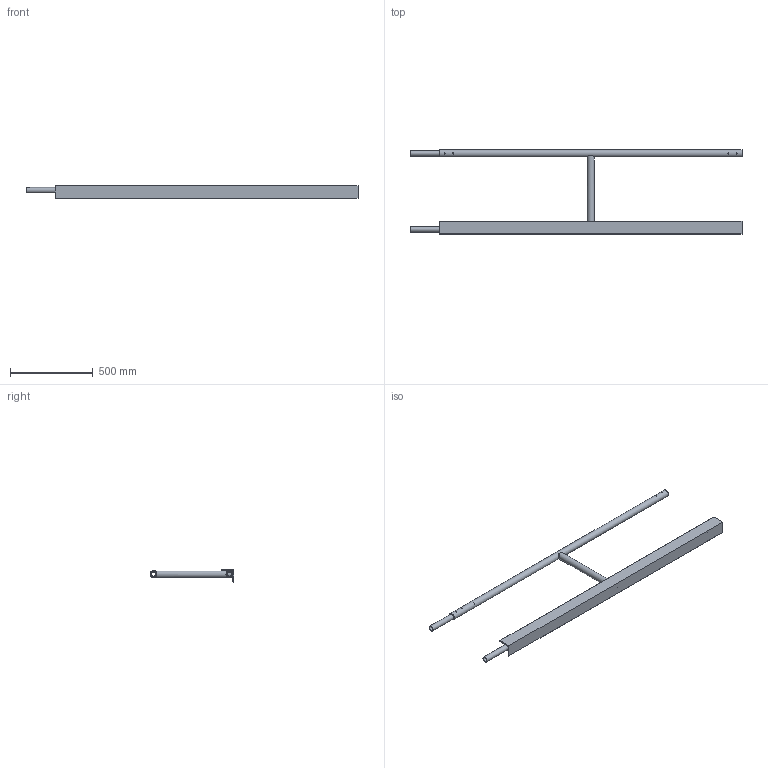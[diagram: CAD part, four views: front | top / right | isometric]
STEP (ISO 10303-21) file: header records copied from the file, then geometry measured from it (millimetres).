
FILE_DESCRIPTION(/* description */ (''),/* implementation_level */ '2;1');
FILE_NAME(/* name */ 'FE-00022.iam.stp',/* time_stamp */ '2018-01-01T11:22:14-08:00',/* author */ ('PhillipD'),/* organization */ (''),/* preprocessor_version */ 'ST-DEVELOPER v16.13',/* originating_system */ 'Autodesk Inventor 2018',/* authorisation */ '');
FILE_SCHEMA (('AUTOMOTIVE_DESIGN { 1 0 10303 214 3 1 1 }'));
Length unit declared in the file: inch
Products named in the file (7): FE-00022; FE-00005; FE-00005-01; FE-00005-02; FE-00005-03; FE-00005-04; FE-00026
Assembly tree (8 placements, depth 3):
  FE-00022
    FE-00005
      FE-00005-01
      FE-00005-02  x2
      FE-00005-03
      FE-00005-04
    FE-00026  x2
Bounding box: 2006.6 x 507.65 x 76.2 mm (x, y, z)
Volume: 3158599.6 mm3; surface area: 1389101.8 mm2
Topology: 7 solids, 7 shells, 62 faces, 207 edges, 134 vertices
Faces by surface type: cylinder 41, plane 21
Full cylindrical faces by diameter (mm): 4.851 x8, 6.35 x16, 26.67 x2, 33.401 x2, 35.052 x4, 42.164 x4
Entity records: 2660 total; most frequent: CARTESIAN_POINT 1370, DIRECTION 195, ORIENTED_EDGE 170, EDGE_LOOP 109, EDGE_CURVE 85, AXIS2_PLACEMENT_3D 85, VERTEX_POINT 72, FACE_BOUND 63
